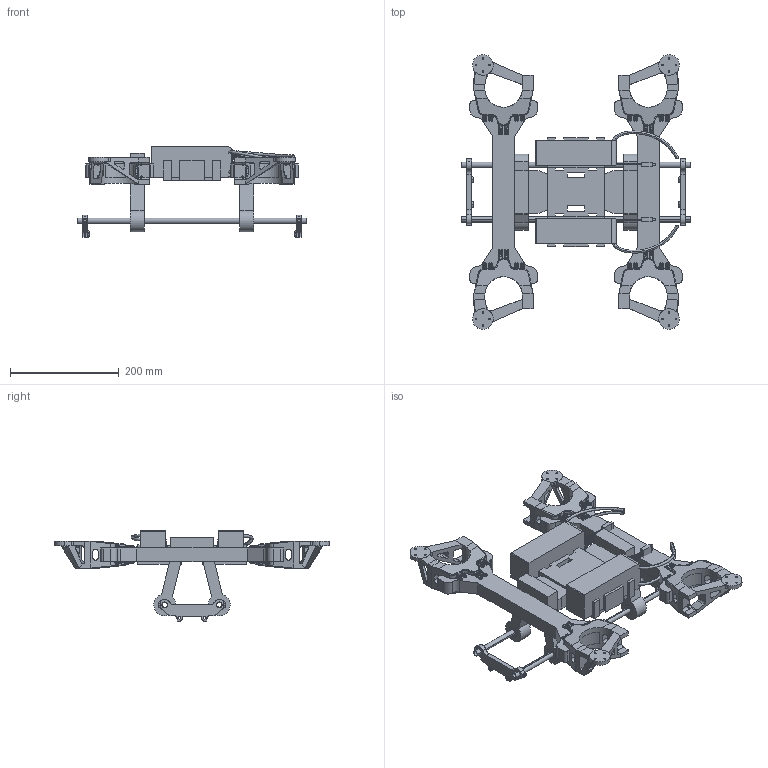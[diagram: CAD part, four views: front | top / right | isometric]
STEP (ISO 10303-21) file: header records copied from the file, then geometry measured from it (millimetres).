
FILE_DESCRIPTION (( 'STEP AP214' ), '1' );
FILE_NAME ('PU_subassembly.STEP', '2026-01-20T20:01:30', ( '' ), ( '' ), 'SwSTEP 2.0', 'SolidWorks 2025', '' );
FILE_SCHEMA (( 'AUTOMOTIVE_DESIGN' ));
Length unit declared in the file: millimetre
Products named in the file (12): Mad_motor_mountBL; Battery 6000 6S.stp; PU_V6; PU_subassembly; Tattu_6S_6000mAh_35C.stp; Battery_mount_idea_4; PU_V6_V (2); Husky_body_link; bushing; rib support_front_actual; PU_V6_EDF_Mount_V2; Mad_motor_mountFL
Assembly tree (23 placements, depth 3):
  PU_subassembly
    PU_V6
    PU_V6_V (2)  x2
    PU_V6_EDF_Mount_V2  x4
    Mad_motor_mountBL  x2
    Mad_motor_mountFL  x2
    Husky_body_link  x2
    bushing  x4
    rib support_front_actual  x2
    Battery_mount_idea_4
    Tattu_6S_6000mAh_35C.stp  x2
      Battery 6000 6S.stp
Bounding box: 421 x 504.6 x 165.9 mm (x, y, z)
Volume: 3328014.3 mm3; surface area: 688682 mm2
Topology: 28 solids, 28 shells, 3444 faces, 8776 edges, 5252 vertices
Faces by surface type: cylinder 1260, plane 1072, bspline 596, torus 348, sphere 96, cone 72
Entity records: 44206 total; most frequent: CARTESIAN_POINT 15024, ORIENTED_EDGE 6288, DIRECTION 5752, EDGE_CURVE 3144, AXIS2_PLACEMENT_3D 2134, VERTEX_POINT 1956, VECTOR 1484, LINE 1484
